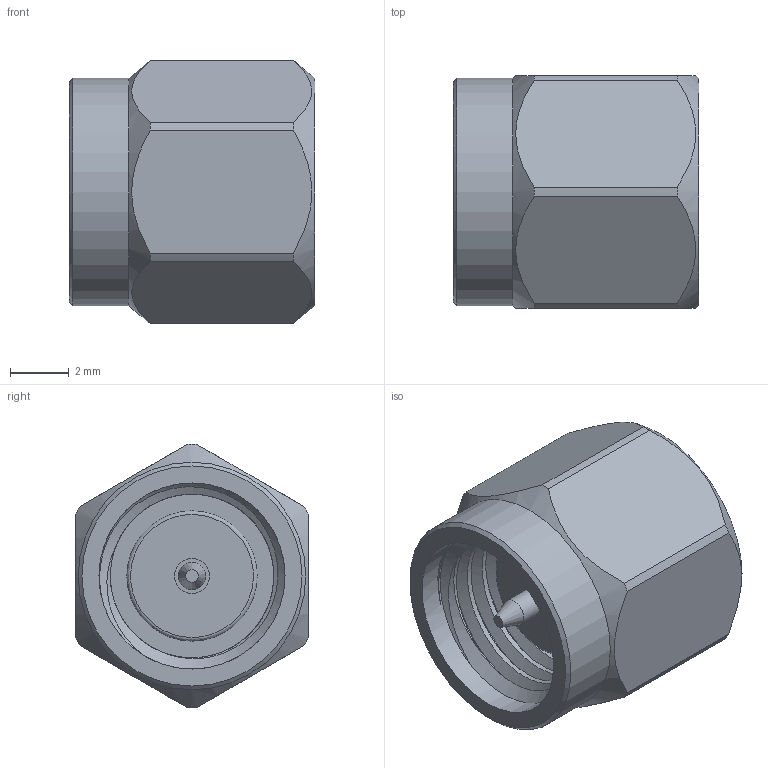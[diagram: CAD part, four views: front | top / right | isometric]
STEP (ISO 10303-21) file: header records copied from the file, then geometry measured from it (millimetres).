
FILE_DESCRIPTION (( 'STEP AP203' ), '1' );
FILE_NAME ('PE45480_3D.step', '2021-01-18T21:48:39', ( '' ), ( '' ), 'SwSTEP 2.0', 'SolidWorks 2018', '' );
FILE_SCHEMA (( 'CONFIG_CONTROL_DESIGN' ));
Length unit declared in the file: inch
Products named in the file (1): PE45480_3D
Bounding box: 8.38 x 7.94 x 8.99 mm (x, y, z)
Volume: 312.9 mm3; surface area: 534 mm2
Topology: 1 solids, 1 shells, 45 faces, 118 edges, 82 vertices
Faces by surface type: cylinder 20, plane 15, cone 6, bspline 4
Full cylindrical faces by diameter (mm): 0.94 x1, 1.194 x1, 2.184 x1, 3.81 x1, 4.445 x1, 6.35 x6, 6.401 x1, 7.762 x1
Entity records: 3309 total; most frequent: CARTESIAN_POINT 2360, ORIENTED_EDGE 190, DIRECTION 150, EDGE_CURVE 95, VERTEX_POINT 79, AXIS2_PLACEMENT_3D 69, EDGE_LOOP 60, FACE_OUTER_BOUND 48
